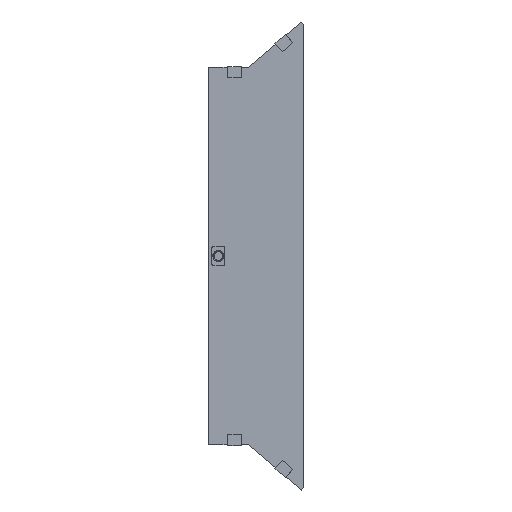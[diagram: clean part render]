
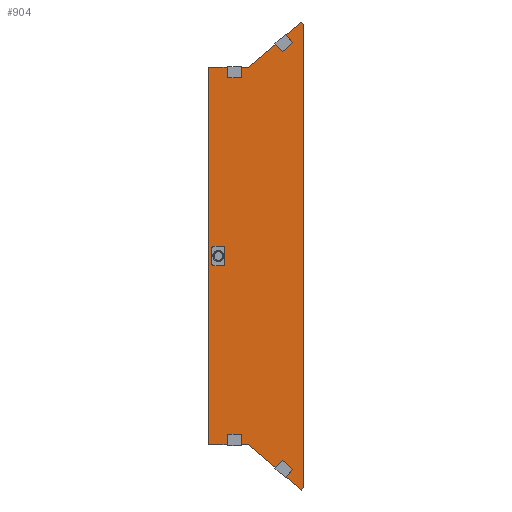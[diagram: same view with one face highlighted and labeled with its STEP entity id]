
A CAD part, top view. The second image highlights one B-rep face of the part: STEP entity #904.
In plain terms, the highlighted planar face has unit normal (0, 0, 1).
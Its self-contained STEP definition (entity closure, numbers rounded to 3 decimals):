
#48=FACE_OUTER_BOUND('',#105,.T.);
#105=EDGE_LOOP('',(#608,#609,#610,#611,#612,#613,#614,#615));
#170=LINE('',#1312,#284);
#171=LINE('',#1314,#285);
#172=LINE('',#1316,#286);
#173=LINE('',#1318,#287);
#174=LINE('',#1320,#288);
#175=LINE('',#1322,#289);
#176=LINE('',#1324,#290);
#177=LINE('',#1325,#291);
#284=VECTOR('',#1051,1.);
#285=VECTOR('',#1052,1.);
#286=VECTOR('',#1053,1.);
#287=VECTOR('',#1054,1.);
#288=VECTOR('',#1055,1.);
#289=VECTOR('',#1056,1.);
#290=VECTOR('',#1057,1.);
#291=VECTOR('',#1058,10.);
#398=VERTEX_POINT('',#1310);
#399=VERTEX_POINT('',#1311);
#400=VERTEX_POINT('',#1313);
#401=VERTEX_POINT('',#1315);
#402=VERTEX_POINT('',#1317);
#403=VERTEX_POINT('',#1319);
#404=VERTEX_POINT('',#1321);
#405=VERTEX_POINT('',#1323);
#482=EDGE_CURVE('',#398,#399,#170,.T.);
#483=EDGE_CURVE('',#399,#400,#171,.T.);
#484=EDGE_CURVE('',#400,#401,#172,.T.);
#485=EDGE_CURVE('',#402,#401,#173,.T.);
#486=EDGE_CURVE('',#403,#402,#174,.T.);
#487=EDGE_CURVE('',#403,#404,#175,.T.);
#488=EDGE_CURVE('',#404,#405,#176,.T.);
#489=EDGE_CURVE('',#398,#405,#177,.T.);
#608=ORIENTED_EDGE('',*,*,#482,.T.);
#609=ORIENTED_EDGE('',*,*,#483,.T.);
#610=ORIENTED_EDGE('',*,*,#484,.T.);
#611=ORIENTED_EDGE('',*,*,#485,.F.);
#612=ORIENTED_EDGE('',*,*,#486,.F.);
#613=ORIENTED_EDGE('',*,*,#487,.T.);
#614=ORIENTED_EDGE('',*,*,#488,.T.);
#615=ORIENTED_EDGE('',*,*,#489,.F.);
#853=PLANE('',#969);
#904=ADVANCED_FACE('',(#48),#853,.T.);
#969=AXIS2_PLACEMENT_3D('',#1309,#1049,#1050);
#1049=DIRECTION('center_axis',(0.,0.,1.));
#1050=DIRECTION('ref_axis',(1.,0.,0.));
#1051=DIRECTION('',(-0.761,-0.648,0.));
#1052=DIRECTION('',(-1.,0.,0.));
#1053=DIRECTION('',(0.,-1.,0.));
#1054=DIRECTION('',(-1.,0.,0.));
#1055=DIRECTION('',(-0.761,0.648,0.));
#1056=DIRECTION('',(0.648,0.761,0.));
#1057=DIRECTION('',(0.,1.,0.));
#1058=DIRECTION('',(0.648,-0.761,0.));
#1309=CARTESIAN_POINT('Origin',(69.532,308.033,0.8));
#1310=CARTESIAN_POINT('',(157.332,681.533,0.8));
#1311=CARTESIAN_POINT('',(72.432,609.233,0.8));
#1312=CARTESIAN_POINT('',(94.156,627.734,0.8));
#1313=CARTESIAN_POINT('',(9.832,609.233,0.8));
#1314=CARTESIAN_POINT('',(24.682,609.233,0.8));
#1315=CARTESIAN_POINT('',(9.832,6.833,0.8));
#1316=CARTESIAN_POINT('',(9.832,308.033,0.8));
#1317=CARTESIAN_POINT('',(72.432,6.833,0.8));
#1318=CARTESIAN_POINT('',(55.332,6.833,0.8));
#1319=CARTESIAN_POINT('',(157.332,-65.467,0.8));
#1320=CARTESIAN_POINT('',(94.156,-11.667,0.8));
#1321=CARTESIAN_POINT('',(160.132,-62.179,0.8));
#1322=CARTESIAN_POINT('',(158.732,-63.823,0.8));
#1323=CARTESIAN_POINT('',(160.132,678.246,0.8));
#1324=CARTESIAN_POINT('',(160.132,308.033,0.8));
#1325=CARTESIAN_POINT('',(157.332,681.533,0.8));
